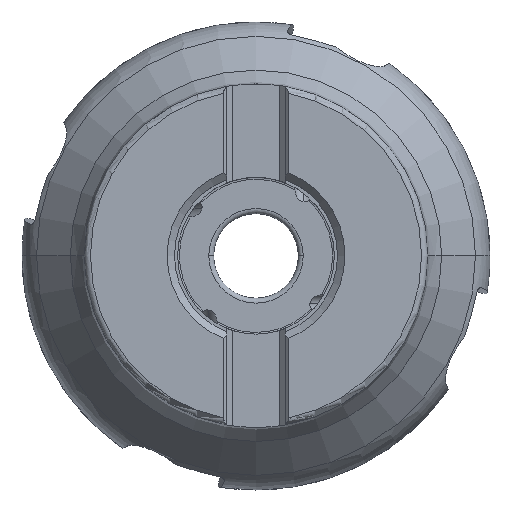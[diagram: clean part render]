
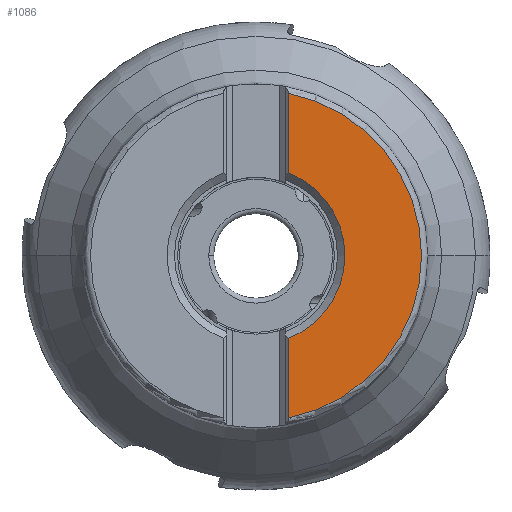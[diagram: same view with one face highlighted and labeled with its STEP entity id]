
A CAD part, top view. The second image highlights one B-rep face of the part: STEP entity #1086.
In plain terms, the highlighted planar face has unit normal (0, 0, 1).
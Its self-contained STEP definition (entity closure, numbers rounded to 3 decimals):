
#538=PLANE('',#11555);
#1086=ADVANCED_FACE('',(#1746),#538,.T.);
#1746=FACE_OUTER_BOUND('',#2386,.T.);
#2386=EDGE_LOOP('',(#6094,#6095,#6096,#6097));
#3000=LINE('',#27318,#3470);
#3001=LINE('',#27322,#3471);
#3470=VECTOR('',#13457,1.);
#3471=VECTOR('',#13462,1.);
#6094=ORIENTED_EDGE('',*,*,#9662,.T.);
#6095=ORIENTED_EDGE('',*,*,#9663,.T.);
#6096=ORIENTED_EDGE('',*,*,#9654,.T.);
#6097=ORIENTED_EDGE('',*,*,#9661,.T.);
#8307=VERTEX_POINT('',#27249);
#8308=VERTEX_POINT('',#27250);
#8311=VERTEX_POINT('',#27317);
#8312=VERTEX_POINT('',#27321);
#9654=EDGE_CURVE('',#8307,#8308,#10536,.T.);
#9661=EDGE_CURVE('',#8308,#8311,#3000,.T.);
#9662=EDGE_CURVE('',#8311,#8312,#10538,.T.);
#9663=EDGE_CURVE('',#8312,#8307,#3001,.T.);
#10536=CIRCLE('',#11549,26.815);
#10538=CIRCLE('',#11554,14.4);
#11549=AXIS2_PLACEMENT_3D('',#27248,#13449,#13450);
#11554=AXIS2_PLACEMENT_3D('',#27320,#13460,#13461);
#11555=AXIS2_PLACEMENT_3D('',#27323,#13463,#13464);
#13449=DIRECTION('',(0.,0.,1.));
#13450=DIRECTION('',(0.196,-0.981,0.));
#13457=DIRECTION('',(0.,-1.,0.));
#13460=DIRECTION('',(0.,0.,-1.));
#13461=DIRECTION('',(0.365,0.931,0.));
#13462=DIRECTION('',(0.,-1.,0.));
#13463=DIRECTION('',(0.,0.,1.));
#13464=DIRECTION('',(-1.,0.,0.));
#27248=CARTESIAN_POINT('',(0.,0.,0.));
#27249=CARTESIAN_POINT('',(5.263,-26.294,0.));
#27250=CARTESIAN_POINT('',(5.263,26.294,0.));
#27317=CARTESIAN_POINT('',(5.263,13.404,0.));
#27318=CARTESIAN_POINT('',(5.263,26.294,0.));
#27320=CARTESIAN_POINT('',(0.,0.,0.));
#27321=CARTESIAN_POINT('',(5.263,-13.404,0.));
#27322=CARTESIAN_POINT('',(5.263,-13.404,0.));
#27323=CARTESIAN_POINT('',(0.,0.,0.));
